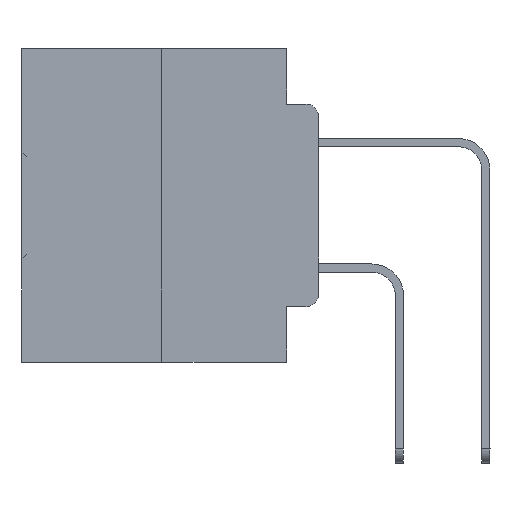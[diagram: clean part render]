
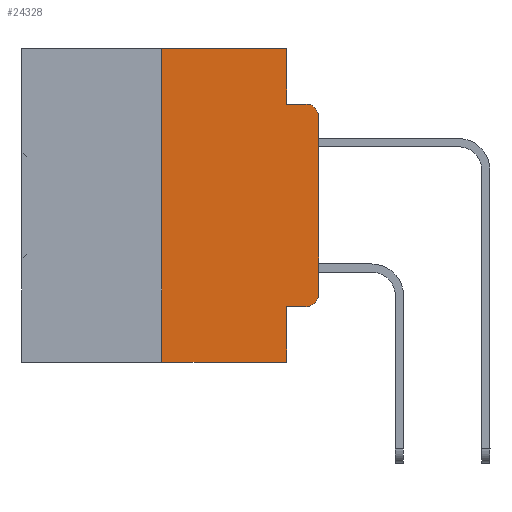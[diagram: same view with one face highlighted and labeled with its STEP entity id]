
A CAD part, left-side view. The second image highlights one B-rep face of the part: STEP entity #24328.
In plain terms, the highlighted planar face has unit normal (-1, 0, 0).
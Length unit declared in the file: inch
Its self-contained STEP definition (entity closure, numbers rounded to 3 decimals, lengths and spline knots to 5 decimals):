
#48 = VECTOR ( 'NONE', #17056, 39.37008 ) ;
#491 = CIRCLE ( 'NONE', #12135, 0.02 ) ;
#794 = CARTESIAN_POINT ( 'NONE',  ( 0., 0., -0.3915 ) ) ;
#896 = FACE_OUTER_BOUND ( 'NONE', #11585, .T. ) ;
#951 = CARTESIAN_POINT ( 'NONE',  ( 0., 0.051, 0. ) ) ;
#2033 = DIRECTION ( 'NONE',  ( 0., 0., -1. ) ) ;
#2262 = ORIENTED_EDGE ( 'NONE', *, *, #8093, .F. ) ;
#2501 = DIRECTION ( 'NONE',  ( 0., 0., -1. ) ) ;
#2665 = CARTESIAN_POINT ( 'NONE',  ( 0., 0.051, -0.4115 ) ) ;
#4354 = VERTEX_POINT ( 'NONE', #951 ) ;
#4998 = ORIENTED_EDGE ( 'NONE', *, *, #12407, .T. ) ;
#5079 = VECTOR ( 'NONE', #35680, 39.37008 ) ;
#5793 = EDGE_CURVE ( 'NONE', #6287, #24049, #9170, .T. ) ;
#6287 = VERTEX_POINT ( 'NONE', #10207 ) ;
#6306 = EDGE_CURVE ( 'NONE', #11067, #32719, #15326, .T. ) ;
#6714 = DIRECTION ( 'NONE',  ( 1., 0., 0. ) ) ;
#6911 = CARTESIAN_POINT ( 'NONE',  ( 0., 0., 0. ) ) ;
#7488 = LINE ( 'NONE', #18303, #8176 ) ;
#7958 = DIRECTION ( 'NONE',  ( -1., 0., 0. ) ) ;
#8093 = EDGE_CURVE ( 'NONE', #24049, #4354, #26210, .T. ) ;
#8176 = VECTOR ( 'NONE', #2033, 39.37008 ) ;
#9170 = LINE ( 'NONE', #20366, #27274 ) ;
#9177 = DIRECTION ( 'NONE',  ( 0., -1., 0. ) ) ;
#9249 = EDGE_CURVE ( 'NONE', #32719, #32468, #491, .T. ) ;
#9696 = CARTESIAN_POINT ( 'NONE',  ( 0., 0.02, -0.0885 ) ) ;
#10207 = CARTESIAN_POINT ( 'NONE',  ( 0., 0.25, -0.5 ) ) ;
#10703 = CARTESIAN_POINT ( 'NONE',  ( 0., 0.02, -0.1085 ) ) ;
#11067 = VERTEX_POINT ( 'NONE', #794 ) ;
#11585 = EDGE_LOOP ( 'NONE', ( #13241, #29482, #27703, #28486, #2262, #33523, #4998, #14761, #34387, #14835 ) ) ;
#11651 = EDGE_CURVE ( 'NONE', #4354, #17678, #31146, .T. ) ;
#12135 = AXIS2_PLACEMENT_3D ( 'NONE', #10703, #7958, #2501 ) ;
#12407 = EDGE_CURVE ( 'NONE', #6287, #17829, #25002, .T. ) ;
#12466 = CARTESIAN_POINT ( 'NONE',  ( 0., 0.25, 0. ) ) ;
#13241 = ORIENTED_EDGE ( 'NONE', *, *, #6306, .T. ) ;
#13665 = EDGE_CURVE ( 'NONE', #17678, #32468, #24338, .T. ) ;
#13666 = DIRECTION ( 'NONE',  ( 0., -1., 0. ) ) ;
#14390 = DIRECTION ( 'NONE',  ( 0., 0., -1. ) ) ;
#14761 = ORIENTED_EDGE ( 'NONE', *, *, #27192, .F. ) ;
#14835 = ORIENTED_EDGE ( 'NONE', *, *, #34603, .T. ) ;
#14840 = CARTESIAN_POINT ( 'NONE',  ( 0., 0.473, 0. ) ) ;
#15326 = LINE ( 'NONE', #6911, #5079 ) ;
#15337 = AXIS2_PLACEMENT_3D ( 'NONE', #19935, #31075, #14390 ) ;
#15367 = DIRECTION ( 'NONE',  ( 0., 0., 1. ) ) ;
#15686 = VECTOR ( 'NONE', #9177, 39.37008 ) ;
#16754 = DIRECTION ( 'NONE',  ( 0., -1., 0. ) ) ;
#17056 = DIRECTION ( 'NONE',  ( 0., 0., -1. ) ) ;
#17395 = CARTESIAN_POINT ( 'NONE',  ( 0., 0.051, -0.4115 ) ) ;
#17414 = CARTESIAN_POINT ( 'NONE',  ( 0., 0.051, 0. ) ) ;
#17678 = VERTEX_POINT ( 'NONE', #29187 ) ;
#17720 = CARTESIAN_POINT ( 'NONE',  ( 0., 0.473, 0. ) ) ;
#17829 = VERTEX_POINT ( 'NONE', #21878 ) ;
#18303 = CARTESIAN_POINT ( 'NONE',  ( 0., 0.051, 0. ) ) ;
#19510 = LINE ( 'NONE', #2665, #26854 ) ;
#19935 = CARTESIAN_POINT ( 'NONE',  ( 0., 0.02, -0.3915 ) ) ;
#20366 = CARTESIAN_POINT ( 'NONE',  ( 0., 0.25, 0. ) ) ;
#21878 = CARTESIAN_POINT ( 'NONE',  ( 0., 0.051, -0.5 ) ) ;
#22172 = CARTESIAN_POINT ( 'NONE',  ( 0., 0.02, -0.4115 ) ) ;
#22806 = DIRECTION ( 'NONE',  ( 0., -1., 0. ) ) ;
#22978 = CIRCLE ( 'NONE', #15337, 0.02 ) ;
#23245 = PLANE ( 'NONE',  #29746 ) ;
#24049 = VERTEX_POINT ( 'NONE', #12466 ) ;
#24328 = ADVANCED_FACE ( 'NONE', ( #896 ), #23245, .F. ) ;
#24338 = LINE ( 'NONE', #32923, #29367 ) ;
#25002 = LINE ( 'NONE', #34190, #26956 ) ;
#26210 = LINE ( 'NONE', #14840, #15686 ) ;
#26324 = EDGE_CURVE ( 'NONE', #35348, #27395, #19510, .T. ) ;
#26498 = DIRECTION ( 'NONE',  ( 0., 0., -1. ) ) ;
#26854 = VECTOR ( 'NONE', #22806, 39.37008 ) ;
#26956 = VECTOR ( 'NONE', #16754, 39.37008 ) ;
#27110 = CARTESIAN_POINT ( 'NONE',  ( 0., 0., -0.1085 ) ) ;
#27192 = EDGE_CURVE ( 'NONE', #35348, #17829, #7488, .T. ) ;
#27274 = VECTOR ( 'NONE', #15367, 39.37008 ) ;
#27395 = VERTEX_POINT ( 'NONE', #22172 ) ;
#27703 = ORIENTED_EDGE ( 'NONE', *, *, #13665, .F. ) ;
#28486 = ORIENTED_EDGE ( 'NONE', *, *, #11651, .F. ) ;
#29187 = CARTESIAN_POINT ( 'NONE',  ( 0., 0.051, -0.0885 ) ) ;
#29367 = VECTOR ( 'NONE', #13666, 39.37008 ) ;
#29482 = ORIENTED_EDGE ( 'NONE', *, *, #9249, .T. ) ;
#29746 = AXIS2_PLACEMENT_3D ( 'NONE', #17720, #6714, #26498 ) ;
#31075 = DIRECTION ( 'NONE',  ( -1., 0., 0. ) ) ;
#31146 = LINE ( 'NONE', #17414, #48 ) ;
#32468 = VERTEX_POINT ( 'NONE', #9696 ) ;
#32719 = VERTEX_POINT ( 'NONE', #27110 ) ;
#32923 = CARTESIAN_POINT ( 'NONE',  ( 0., 0.051, -0.0885 ) ) ;
#33523 = ORIENTED_EDGE ( 'NONE', *, *, #5793, .F. ) ;
#34190 = CARTESIAN_POINT ( 'NONE',  ( 0., 0.473, -0.5 ) ) ;
#34387 = ORIENTED_EDGE ( 'NONE', *, *, #26324, .T. ) ;
#34603 = EDGE_CURVE ( 'NONE', #27395, #11067, #22978, .T. ) ;
#35348 = VERTEX_POINT ( 'NONE', #17395 ) ;
#35680 = DIRECTION ( 'NONE',  ( 0., 0., 1. ) ) ;
